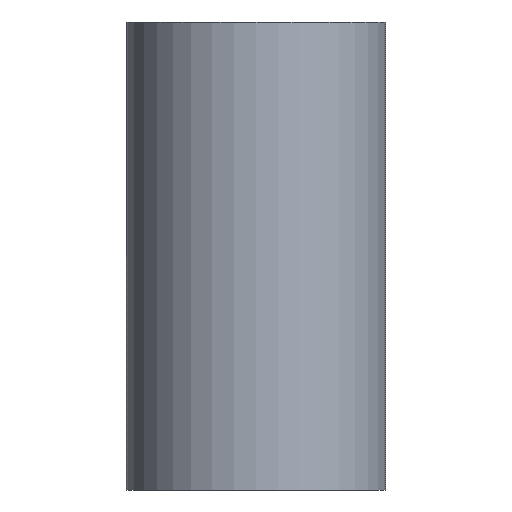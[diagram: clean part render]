
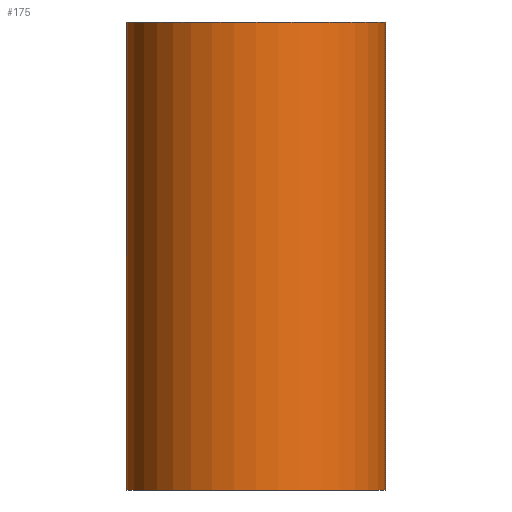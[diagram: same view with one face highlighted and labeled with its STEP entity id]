
A CAD part, front view. The second image highlights one B-rep face of the part: STEP entity #175.
In plain terms, the highlighted cylindrical face has radius 129 mm (diameter 258 mm), a full revolution.
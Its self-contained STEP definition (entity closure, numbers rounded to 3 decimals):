
#33=FACE_BOUND('',#85,.T.);
#34=FACE_BOUND('',#86,.T.);
#46=CIRCLE('',#204,129.);
#47=CIRCLE('',#206,129.);
#59=FACE_OUTER_BOUND('',#84,.T.);
#84=EDGE_LOOP('',(#151));
#85=EDGE_LOOP('',(#152,#153));
#86=EDGE_LOOP('',(#154));
#91=ELLIPSE('',#199,182.434,129.);
#92=ELLIPSE('',#200,182.434,129.);
#104=VERTEX_POINT('',#300);
#105=VERTEX_POINT('',#301);
#107=VERTEX_POINT('',#308);
#108=VERTEX_POINT('',#311);
#120=EDGE_CURVE('',#104,#105,#91,.T.);
#121=EDGE_CURVE('',#105,#104,#92,.T.);
#123=EDGE_CURVE('',#107,#107,#46,.T.);
#124=EDGE_CURVE('',#108,#108,#47,.T.);
#151=ORIENTED_EDGE('',*,*,#123,.F.);
#152=ORIENTED_EDGE('',*,*,#121,.T.);
#153=ORIENTED_EDGE('',*,*,#120,.T.);
#154=ORIENTED_EDGE('',*,*,#124,.F.);
#163=CYLINDRICAL_SURFACE('',#205,129.);
#175=ADVANCED_FACE('',(#59,#33,#34),#163,.T.);
#199=AXIS2_PLACEMENT_3D('',#302,#250,#251);
#200=AXIS2_PLACEMENT_3D('',#303,#252,#253);
#204=AXIS2_PLACEMENT_3D('',#309,#260,#261);
#205=AXIS2_PLACEMENT_3D('',#310,#262,#263);
#206=AXIS2_PLACEMENT_3D('',#312,#264,#265);
#250=DIRECTION('center_axis',(0.,-0.707,-0.707));
#251=DIRECTION('ref_axis',(0.,0.707,-0.707));
#252=DIRECTION('center_axis',(0.,-0.707,0.707));
#253=DIRECTION('ref_axis',(0.,-0.707,-0.707));
#260=DIRECTION('center_axis',(0.,0.,-1.));
#261=DIRECTION('ref_axis',(-1.,0.,0.));
#262=DIRECTION('center_axis',(0.,0.,1.));
#263=DIRECTION('ref_axis',(-1.,0.,0.));
#264=DIRECTION('center_axis',(0.,0.,1.));
#265=DIRECTION('ref_axis',(-1.,0.,0.));
#300=CARTESIAN_POINT('',(-129.,0.,0.));
#301=CARTESIAN_POINT('',(129.,0.,0.));
#302=CARTESIAN_POINT('Origin',(0.,0.,0.));
#303=CARTESIAN_POINT('Origin',(0.,0.,0.));
#308=CARTESIAN_POINT('',(129.,0.,-233.));
#309=CARTESIAN_POINT('Origin',(0.,0.,-233.));
#310=CARTESIAN_POINT('Origin',(0.,0.,0.));
#311=CARTESIAN_POINT('',(129.,0.,233.));
#312=CARTESIAN_POINT('Origin',(0.,0.,233.));
